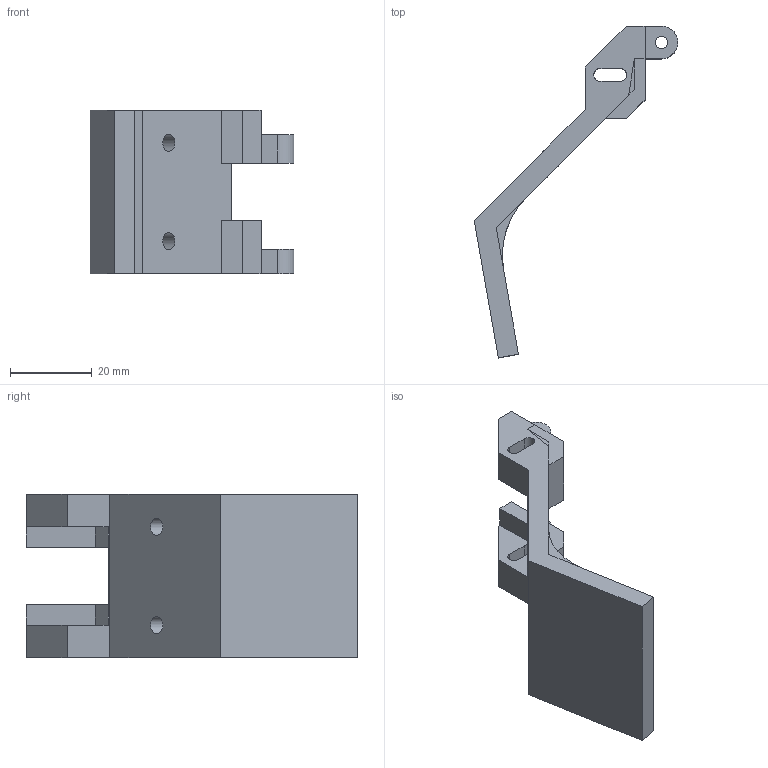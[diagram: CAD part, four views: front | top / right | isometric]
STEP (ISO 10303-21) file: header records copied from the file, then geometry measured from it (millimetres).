
FILE_DESCRIPTION(('FreeCAD Model'),'2;1');
FILE_NAME('Open CASCADE Shape Model','2024-12-19T13:31:23',(''),(''), 'Open CASCADE STEP processor 7.6','FreeCAD','Unknown');
FILE_SCHEMA(('AUTOMOTIVE_DESIGN { 1 0 10303 214 1 1 1 1 }'));
Length unit declared in the file: millimetre
Products named in the file (1): arrow2_1
Bounding box: 49.7 x 80.93 x 40 mm (x, y, z)
Volume: 20358.2 mm3; surface area: 10073.8 mm2
Topology: 1 solids, 1 shells, 60 faces, 160 edges, 102 vertices
Faces by surface type: plane 49, cylinder 11
Full cylindrical faces by diameter (mm): 3 x2, 4.2 x2
Entity records: 1882 total; most frequent: CARTESIAN_POINT 323, ORIENTED_EDGE 320, DIRECTION 304, EDGE_CURVE 160, LINE 138, VECTOR 138, VERTEX_POINT 102, AXIS2_PLACEMENT_3D 83
